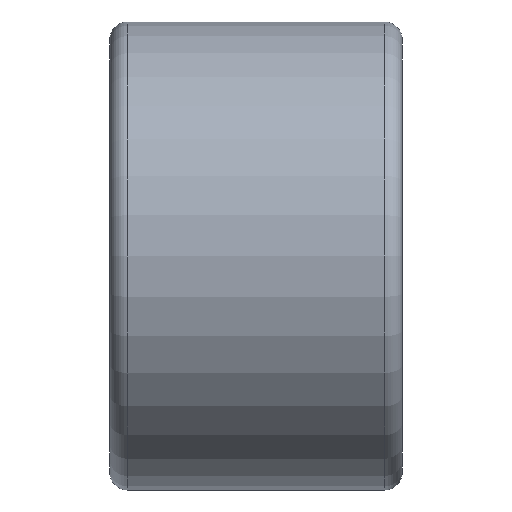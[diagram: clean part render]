
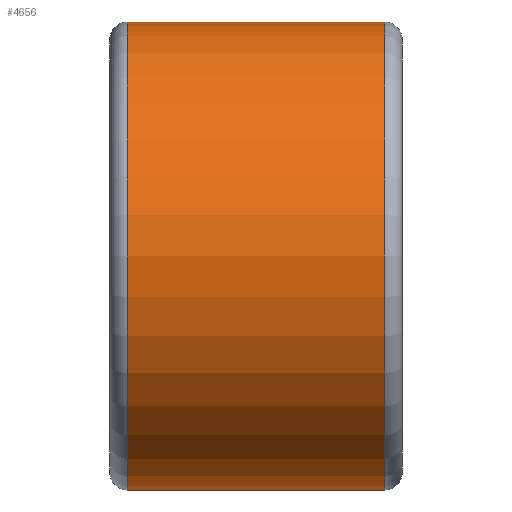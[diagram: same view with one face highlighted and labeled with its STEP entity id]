
A CAD part, front view. The second image highlights one B-rep face of the part: STEP entity #4656.
In plain terms, the highlighted cylindrical face has radius 40 mm (diameter 80 mm), a partial arc.
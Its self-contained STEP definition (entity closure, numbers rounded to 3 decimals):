
#409 = CIRCLE ( 'NONE', #2946, 40. ) ;
#947 = EDGE_CURVE ( 'NONE', #5484, #5826, #2720, .T. ) ;
#952 = ORIENTED_EDGE ( 'NONE', *, *, #2608, .F. ) ;
#1456 = DIRECTION ( 'NONE',  ( -1., 0., 0. ) ) ;
#1520 = VERTEX_POINT ( 'NONE', #4184 ) ;
#2096 = DIRECTION ( 'NONE',  ( -1., 0., 0. ) ) ;
#2380 = CARTESIAN_POINT ( 'NONE',  ( 0., 0., 0. ) ) ;
#2508 = CARTESIAN_POINT ( 'NONE',  ( 0., 0., 40. ) ) ;
#2608 = EDGE_CURVE ( 'NONE', #5484, #3626, #5246, .T. ) ;
#2720 = CIRCLE ( 'NONE', #5282, 40. ) ;
#2811 = DIRECTION ( 'NONE',  ( 1., 0., 0. ) ) ;
#2875 = FACE_OUTER_BOUND ( 'NONE', #3102, .T. ) ;
#2916 = DIRECTION ( 'NONE',  ( -1., 0., 0. ) ) ;
#2946 = AXIS2_PLACEMENT_3D ( 'NONE', #5993, #2811, #6514 ) ;
#3102 = EDGE_LOOP ( 'NONE', ( #952, #5791, #3762, #6466 ) ) ;
#3494 = DIRECTION ( 'NONE',  ( 0., 0., 1. ) ) ;
#3598 = LINE ( 'NONE', #2508, #6222 ) ;
#3626 = VERTEX_POINT ( 'NONE', #5618 ) ;
#3762 = ORIENTED_EDGE ( 'NONE', *, *, #6297, .T. ) ;
#3837 = VECTOR ( 'NONE', #2096, 1000. ) ;
#4086 = CARTESIAN_POINT ( 'NONE',  ( 47., 0., 0. ) ) ;
#4184 = CARTESIAN_POINT ( 'NONE',  ( 3., 0., 40. ) ) ;
#4628 = DIRECTION ( 'NONE',  ( 0., 0., 1. ) ) ;
#4656 = ADVANCED_FACE ( 'NONE', ( #2875 ), #5060, .T. ) ;
#4968 = CARTESIAN_POINT ( 'NONE',  ( 47., 0., 40. ) ) ;
#5060 = CYLINDRICAL_SURFACE ( 'NONE', #5116, 40. ) ;
#5116 = AXIS2_PLACEMENT_3D ( 'NONE', #2380, #2916, #3494 ) ;
#5246 = LINE ( 'NONE', #5285, #3837 ) ;
#5282 = AXIS2_PLACEMENT_3D ( 'NONE', #4086, #6699, #4628 ) ;
#5285 = CARTESIAN_POINT ( 'NONE',  ( 0., 0., -40. ) ) ;
#5337 = EDGE_CURVE ( 'NONE', #1520, #3626, #409, .T. ) ;
#5484 = VERTEX_POINT ( 'NONE', #5513 ) ;
#5513 = CARTESIAN_POINT ( 'NONE',  ( 47., 0., -40. ) ) ;
#5618 = CARTESIAN_POINT ( 'NONE',  ( 3., 0., -40. ) ) ;
#5791 = ORIENTED_EDGE ( 'NONE', *, *, #947, .T. ) ;
#5826 = VERTEX_POINT ( 'NONE', #4968 ) ;
#5993 = CARTESIAN_POINT ( 'NONE',  ( 3., 0., 0. ) ) ;
#6222 = VECTOR ( 'NONE', #1456, 1000. ) ;
#6297 = EDGE_CURVE ( 'NONE', #5826, #1520, #3598, .T. ) ;
#6466 = ORIENTED_EDGE ( 'NONE', *, *, #5337, .T. ) ;
#6514 = DIRECTION ( 'NONE',  ( 0., 0., -1. ) ) ;
#6699 = DIRECTION ( 'NONE',  ( -1., 0., 0. ) ) ;
